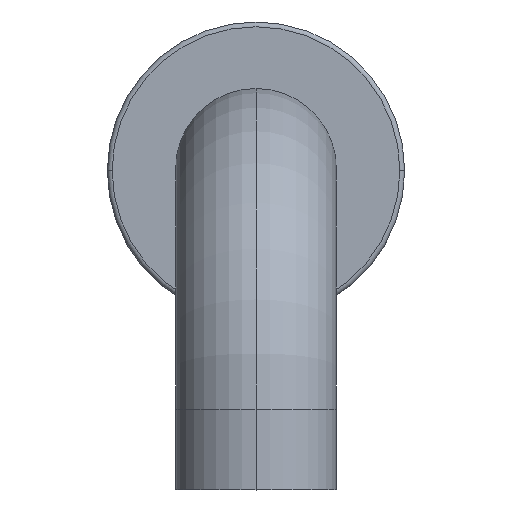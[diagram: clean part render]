
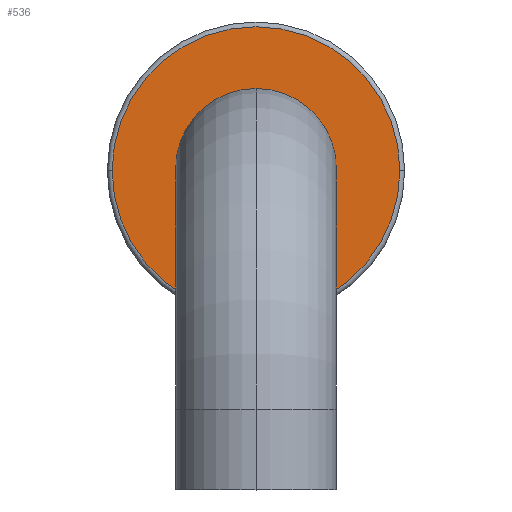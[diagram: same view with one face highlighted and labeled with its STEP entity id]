
A CAD part, top view. The second image highlights one B-rep face of the part: STEP entity #536.
In plain terms, the highlighted planar face has unit normal (0, 0, 1).
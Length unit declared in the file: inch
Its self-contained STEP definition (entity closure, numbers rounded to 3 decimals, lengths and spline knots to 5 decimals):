
#197=CARTESIAN_POINT('',(0.,0.,0.));
#198=DIRECTION('',(0.,0.,1.));
#199=DIRECTION('',(-1.,0.,0.));
#200=AXIS2_PLACEMENT_3D('',#197,#198,#199);
#205=CARTESIAN_POINT('',(0.,0.,0.));
#206=DIRECTION('',(0.,0.,1.));
#207=DIRECTION('',(1.,0.,0.));
#208=AXIS2_PLACEMENT_3D('',#205,#206,#207);
#251=CARTESIAN_POINT('',(0.,0.,0.));
#252=DIRECTION('',(0.,0.,1.));
#253=DIRECTION('',(0.,-1.,0.));
#254=AXIS2_PLACEMENT_3D('',#251,#252,#253);
#266=CARTESIAN_POINT('',(0.,0.,0.));
#267=DIRECTION('',(0.,0.,1.));
#268=DIRECTION('',(0.,1.,0.));
#269=AXIS2_PLACEMENT_3D('',#266,#267,#268);
#409=CARTESIAN_POINT('',(-0.895,0.,0.));
#410=CARTESIAN_POINT('',(0.895,0.,0.));
#411=VERTEX_POINT('',#409);
#412=VERTEX_POINT('',#410);
#421=CARTESIAN_POINT('',(0.,-0.5,0.));
#422=CARTESIAN_POINT('',(0.,0.5,0.));
#423=VERTEX_POINT('',#421);
#424=VERTEX_POINT('',#422);
#520=CARTESIAN_POINT('',(0.,0.,0.));
#521=DIRECTION('',(0.,0.,-1.));
#522=DIRECTION('',(1.,0.,0.));
#523=AXIS2_PLACEMENT_3D('',#520,#521,#522);
#524=PLANE('',#523);
#526=ORIENTED_EDGE('',*,*,#525,.F.);
#527=ORIENTED_EDGE('',*,*,#503,.F.);
#528=EDGE_LOOP('',(#526,#527));
#529=FACE_OUTER_BOUND('',#528,.F.);
#531=ORIENTED_EDGE('',*,*,#530,.T.);
#533=ORIENTED_EDGE('',*,*,#532,.T.);
#534=EDGE_LOOP('',(#531,#533));
#535=FACE_BOUND('',#534,.F.);
#201=CIRCLE('',#200,0.895);
#209=CIRCLE('',#208,0.895);
#255=CIRCLE('',#254,0.5);
#270=CIRCLE('',#269,0.5);
#503=EDGE_CURVE('',#412,#411,#209,.T.);
#525=EDGE_CURVE('',#411,#412,#201,.T.);
#530=EDGE_CURVE('',#423,#424,#255,.T.);
#532=EDGE_CURVE('',#424,#423,#270,.T.);
#536=ADVANCED_FACE('',(#529,#535),#524,.F.);
